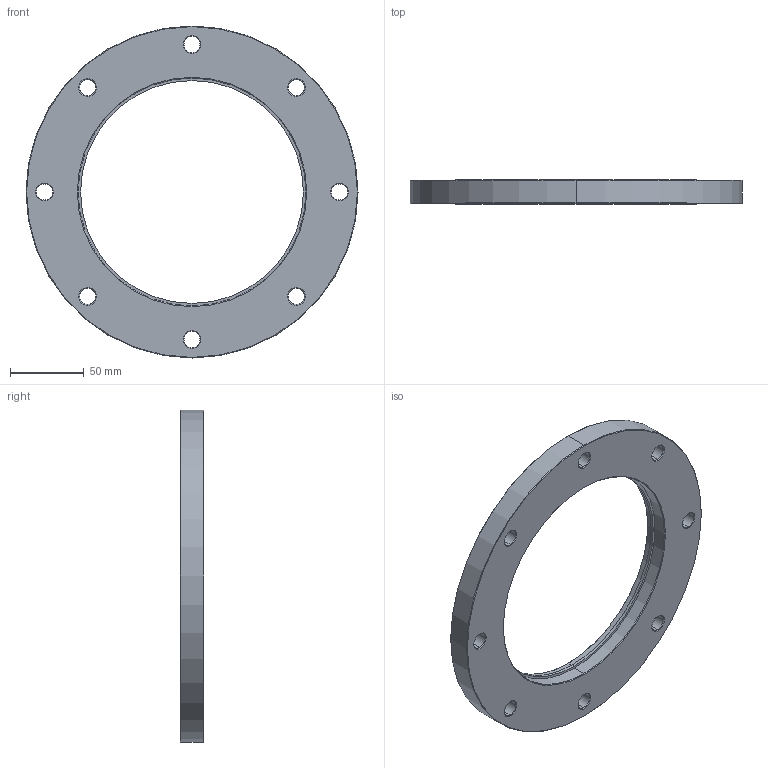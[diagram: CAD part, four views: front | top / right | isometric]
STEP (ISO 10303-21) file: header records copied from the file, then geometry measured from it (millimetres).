
FILE_DESCRIPTION (( 'STEP AP214' ), '1' );
FILE_NAME ('Hositrad_ISO-F160-154.STEP', '2017-06-01T13:34:44', ( 'Gebruiker' ), ( '' ), 'SwSTEP 2.0', 'SolidWorks 2017', '' );
FILE_SCHEMA (( 'AUTOMOTIVE_DESIGN' ));
Length unit declared in the file: millimetre
Products named in the file (1): Hositrad_ISO-F160-154
Bounding box: 225 x 16 x 225 mm (x, y, z)
Volume: 327319.5 mm3; surface area: 64923.7 mm2
Topology: 1 solids, 1 shells, 68 faces, 152 edges, 88 vertices
Faces by surface type: cone 40, cylinder 24, plane 4
Entity records: 1954 total; most frequent: DIRECTION 378, CARTESIAN_POINT 309, ORIENTED_EDGE 304, AXIS2_PLACEMENT_3D 157, EDGE_CURVE 152, CIRCLE 88, EDGE_LOOP 88, VERTEX_POINT 88
